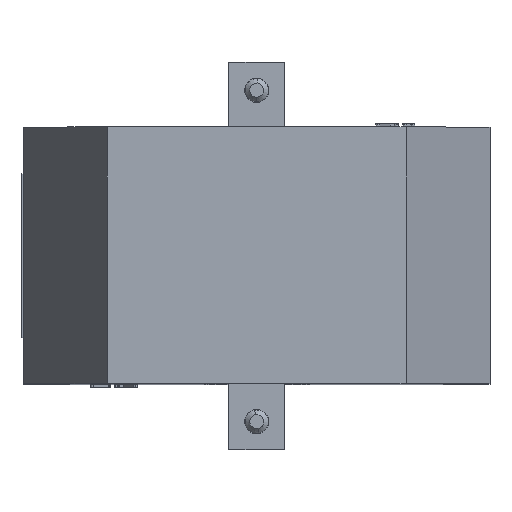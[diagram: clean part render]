
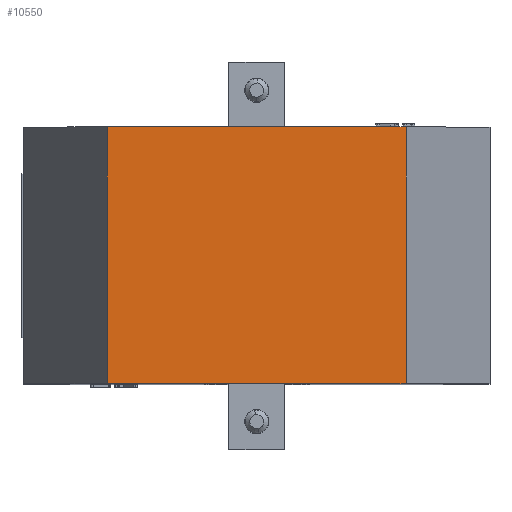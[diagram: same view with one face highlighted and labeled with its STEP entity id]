
A CAD part, top view. The second image highlights one B-rep face of the part: STEP entity #10550.
In plain terms, the highlighted face is planar.
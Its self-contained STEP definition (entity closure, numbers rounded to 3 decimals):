
#264 = PLANE ( 'NONE',  #10426 ) ;
#373 = LINE ( 'NONE', #6798, #2614 ) ;
#509 = LINE ( 'NONE', #602, #2777 ) ;
#602 = CARTESIAN_POINT ( 'NONE',  ( -32., -68., 27.5 ) ) ;
#1019 = EDGE_CURVE ( 'NONE', #6508, #8048, #509, .T. ) ;
#1322 = CARTESIAN_POINT ( 'NONE',  ( -32., -68., 27.5 ) ) ;
#1942 = DIRECTION ( 'NONE',  ( -1., 0., 0. ) ) ;
#2527 = VECTOR ( 'NONE', #3242, 1000. ) ;
#2614 = VECTOR ( 'NONE', #3435, 1000. ) ;
#2777 = VECTOR ( 'NONE', #10674, 1000. ) ;
#2829 = VERTEX_POINT ( 'NONE', #7193 ) ;
#3242 = DIRECTION ( 'NONE',  ( 0., 0., -1. ) ) ;
#3435 = DIRECTION ( 'NONE',  ( 1., 0., 0. ) ) ;
#3849 = EDGE_CURVE ( 'NONE', #6508, #2829, #4249, .T. ) ;
#4249 = LINE ( 'NONE', #1322, #8425 ) ;
#4284 = CARTESIAN_POINT ( 'NONE',  ( -32., -68., 27.5 ) ) ;
#5155 = FACE_OUTER_BOUND ( 'NONE', #7907, .T. ) ;
#5472 = CARTESIAN_POINT ( 'NONE',  ( 32., -68., -27.5 ) ) ;
#5587 = ORIENTED_EDGE ( 'NONE', *, *, #3849, .F. ) ;
#6134 = CARTESIAN_POINT ( 'NONE',  ( -32., -68., 27.5 ) ) ;
#6508 = VERTEX_POINT ( 'NONE', #4284 ) ;
#6591 = ORIENTED_EDGE ( 'NONE', *, *, #1019, .T. ) ;
#6721 = LINE ( 'NONE', #7410, #2527 ) ;
#6798 = CARTESIAN_POINT ( 'NONE',  ( -32., -68., -27.5 ) ) ;
#6964 = DIRECTION ( 'NONE',  ( 0., 1., 0. ) ) ;
#7193 = CARTESIAN_POINT ( 'NONE',  ( 32., -68., 27.5 ) ) ;
#7384 = EDGE_CURVE ( 'NONE', #8048, #8683, #373, .T. ) ;
#7410 = CARTESIAN_POINT ( 'NONE',  ( 32., -68., 27.5 ) ) ;
#7686 = ORIENTED_EDGE ( 'NONE', *, *, #9765, .F. ) ;
#7907 = EDGE_LOOP ( 'NONE', ( #9351, #7686, #5587, #6591 ) ) ;
#7967 = CARTESIAN_POINT ( 'NONE',  ( -32., -68., -27.5 ) ) ;
#8019 = DIRECTION ( 'NONE',  ( 1., 0., 0. ) ) ;
#8048 = VERTEX_POINT ( 'NONE', #7967 ) ;
#8425 = VECTOR ( 'NONE', #8019, 1000. ) ;
#8683 = VERTEX_POINT ( 'NONE', #5472 ) ;
#9351 = ORIENTED_EDGE ( 'NONE', *, *, #7384, .T. ) ;
#9765 = EDGE_CURVE ( 'NONE', #2829, #8683, #6721, .T. ) ;
#10426 = AXIS2_PLACEMENT_3D ( 'NONE', #6134, #6964, #1942 ) ;
#10550 = ADVANCED_FACE ( 'NONE', ( #5155 ), #264, .F. ) ;
#10674 = DIRECTION ( 'NONE',  ( 0., 0., -1. ) ) ;
